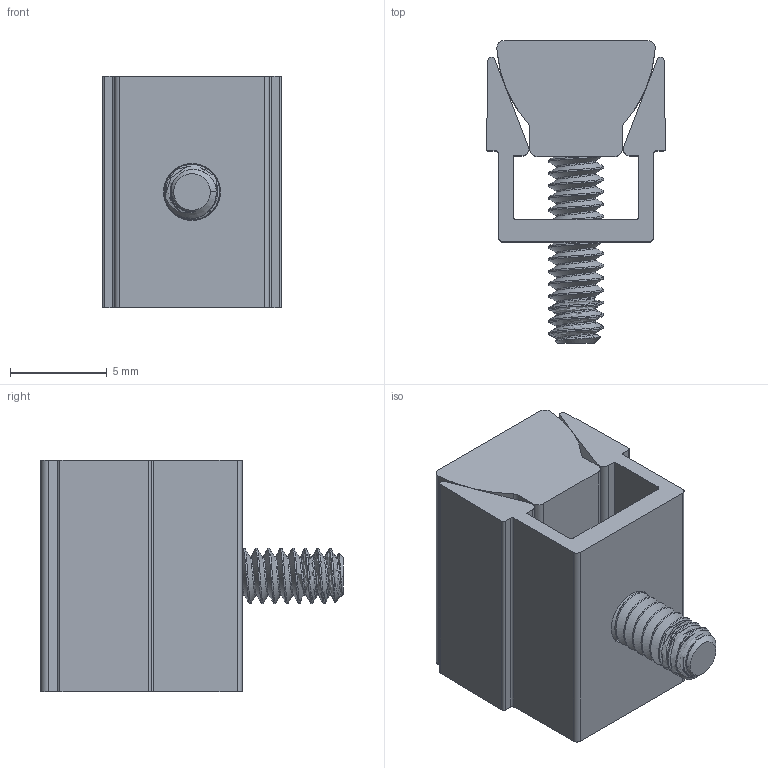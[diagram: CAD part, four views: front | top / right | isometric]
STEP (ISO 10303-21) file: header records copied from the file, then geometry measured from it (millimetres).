
FILE_DESCRIPTION (( 'STEP AP203' ), '1' );
FILE_NAME ('05-0438.STEP', '2023-06-05T18:03:08', ( '' ), ( '' ), 'SwSTEP 2.0', 'SolidWorks 2022', '' );
FILE_SCHEMA (( 'CONFIG_CONTROL_DESIGN' ));
Length unit declared in the file: inch
Products named in the file (4): 44012 SHCS_44012 SHCS; 60307(From_Config)_60307; 05-0438; 60207(From Config)_60207
Assembly tree (3 placements, depth 2):
  05-0438
    60207(From Config)_60207
    60307(From_Config)_60307
    44012 SHCS_44012 SHCS
Bounding box: 9.25 x 15.62 x 11.94 mm (x, y, z)
Volume: 805.7 mm3; surface area: 1376.7 mm2
Topology: 3 solids, 3 shells, 164 faces, 452 edges, 297 vertices
Faces by surface type: cylinder 114, plane 35, cone 13, bspline 2
Entity records: 7531 total; most frequent: CARTESIAN_POINT 3358, ORIENTED_EDGE 904, DIRECTION 701, EDGE_CURVE 452, VERTEX_POINT 297, AXIS2_PLACEMENT_3D 255, VECTOR 191, LINE 191
